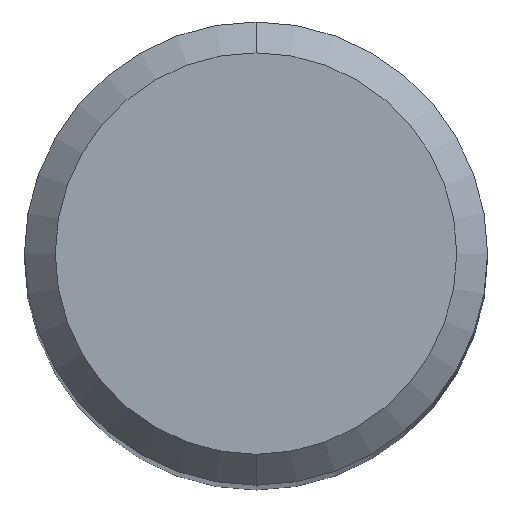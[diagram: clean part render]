
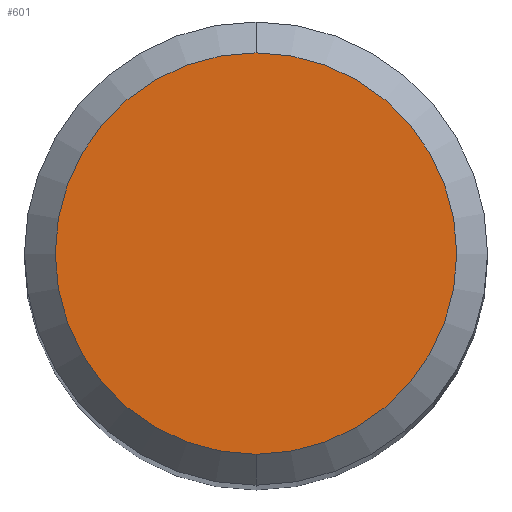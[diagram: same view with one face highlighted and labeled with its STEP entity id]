
A CAD part, top view. The second image highlights one B-rep face of the part: STEP entity #601.
In plain terms, the highlighted planar face has unit normal (0, 0, 1).
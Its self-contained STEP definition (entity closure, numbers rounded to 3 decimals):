
#327=VERTEX_POINT('',#923);
#461=EDGE_CURVE('',#327,#875,#1065,.T.);
#601=ADVANCED_FACE('',(#1219),#1220,.T.);
#809=EDGE_CURVE('',#875,#327,#1451,.T.);
#875=VERTEX_POINT('',#1523);
#923=CARTESIAN_POINT('',(0.,-2.6,0.0));
#1065=CIRCLE('',#3158,2.6);
#1219=FACE_OUTER_BOUND('',#4708,.T.);
#1220=PLANE('',#4709);
#1451=CIRCLE('',#7094,2.6);
#1523=CARTESIAN_POINT('',(0.0,2.6,0.0));
#3158=AXIS2_PLACEMENT_3D('',#7660,#7661,#7662);
#4708=EDGE_LOOP('',(#7823,#7824));
#4709=AXIS2_PLACEMENT_3D('',#7825,#7826,#7827);
#7094=AXIS2_PLACEMENT_3D('',#8116,#8117,#8118);
#7660=CARTESIAN_POINT('',(0.0,0.0,0.0));
#7661=DIRECTION('',(0.0,0.0,-1.0));
#7662=DIRECTION('',(0.0,1.0,0.0));
#7823=ORIENTED_EDGE('',*,*,#809,.F.);
#7824=ORIENTED_EDGE('',*,*,#461,.F.);
#7825=CARTESIAN_POINT('',(0.0,1.3,0.0));
#7826=DIRECTION('',(-0.0,0.0,1.0));
#7827=DIRECTION('',(0.0,-1.0,0.0));
#8116=CARTESIAN_POINT('',(0.0,0.0,0.0));
#8117=DIRECTION('',(0.0,0.0,-1.0));
#8118=DIRECTION('',(0.0,1.0,0.0));
